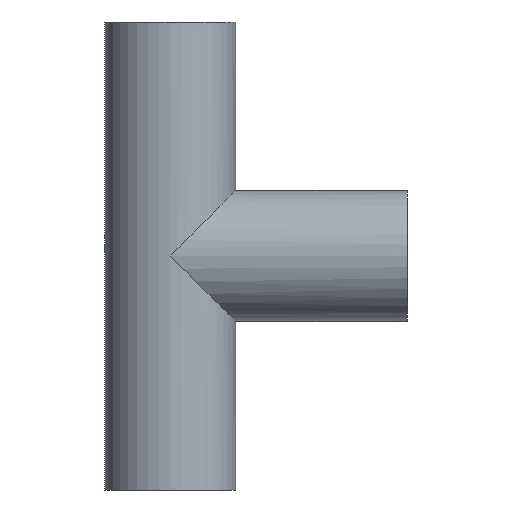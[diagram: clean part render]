
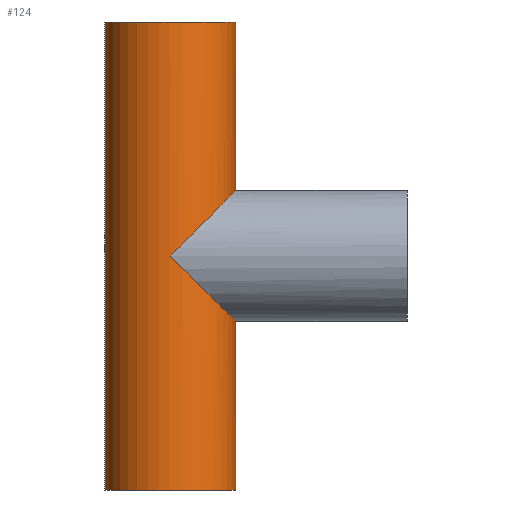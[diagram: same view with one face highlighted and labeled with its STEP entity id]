
A CAD part, front view. The second image highlights one B-rep face of the part: STEP entity #124.
In plain terms, the highlighted cylindrical face has radius 31.5 mm (diameter 63 mm), a partial arc.
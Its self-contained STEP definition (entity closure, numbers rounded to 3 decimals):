
#2 = VERTEX_POINT ( 'NONE', #164 ) ;
#13 = EDGE_CURVE ( 'NONE', #53, #299, #411, .T. ) ;
#17 = VECTOR ( 'NONE', #330, 1000. ) ;
#27 = CIRCLE ( 'NONE', #167, 31.5 ) ;
#29 = EDGE_CURVE ( 'NONE', #347, #53, #404, .T. ) ;
#47 =( BOUNDED_CURVE ( )  B_SPLINE_CURVE ( 3, ( #84, #221, #393, #251 ),
 .UNSPECIFIED., .F., .F. ) 
 B_SPLINE_CURVE_WITH_KNOTS ( ( 4, 4 ),
 ( 4.712, 6.283 ),
 .UNSPECIFIED. ) 
 CURVE ( )  GEOMETRIC_REPRESENTATION_ITEM ( )  RATIONAL_B_SPLINE_CURVE ( ( 1., 0.805, 0.805, 1. ) ) 
 REPRESENTATION_ITEM ( '' )  );
#53 = VERTEX_POINT ( 'NONE', #263 ) ;
#59 = CYLINDRICAL_SURFACE ( 'NONE', #151, 31.5 ) ;
#60 = CARTESIAN_POINT ( 'NONE',  ( 31.5, 0., 31.5 ) ) ;
#75 = ORIENTED_EDGE ( 'NONE', *, *, #358, .F. ) ;
#79 = LINE ( 'NONE', #317, #328 ) ;
#81 = VERTEX_POINT ( 'NONE', #260 ) ;
#84 = CARTESIAN_POINT ( 'NONE',  ( 0., -31.5, 0. ) ) ;
#89 = EDGE_CURVE ( 'NONE', #241, #299, #266, .T. ) ;
#92 = AXIS2_PLACEMENT_3D ( 'NONE', #205, #342, #230 ) ;
#97 = ORIENTED_EDGE ( 'NONE', *, *, #375, .F. ) ;
#106 = DIRECTION ( 'NONE',  ( 1., 0., 0. ) ) ;
#110 =( BOUNDED_CURVE ( )  B_SPLINE_CURVE ( 3, ( #60, #134, #261, #201 ),
 .UNSPECIFIED., .F., .T. ) 
 B_SPLINE_CURVE_WITH_KNOTS ( ( 4, 4 ),
 ( 3.142, 4.712 ),
 .UNSPECIFIED. ) 
 CURVE ( )  GEOMETRIC_REPRESENTATION_ITEM ( )  RATIONAL_B_SPLINE_CURVE ( ( 1., 0.805, 0.805, 1. ) ) 
 REPRESENTATION_ITEM ( '' )  );
#111 = DIRECTION ( 'NONE',  ( 0., 0., 1. ) ) ;
#124 = ADVANCED_FACE ( 'NONE', ( #233 ), #59, .T. ) ;
#130 = CARTESIAN_POINT ( 'NONE',  ( 0., 0., 112.5 ) ) ;
#134 = CARTESIAN_POINT ( 'NONE',  ( 31.5, -18.452, 31.5 ) ) ;
#138 = CARTESIAN_POINT ( 'NONE',  ( -31.5, 0., 112.5 ) ) ;
#141 = EDGE_CURVE ( 'NONE', #81, #2, #110, .T. ) ;
#151 = AXIS2_PLACEMENT_3D ( 'NONE', #130, #333, #295 ) ;
#164 = CARTESIAN_POINT ( 'NONE',  ( 0., -31.5, 0. ) ) ;
#167 = AXIS2_PLACEMENT_3D ( 'NONE', #272, #111, #106 ) ;
#168 = VECTOR ( 'NONE', #199, 1000. ) ;
#176 = CARTESIAN_POINT ( 'NONE',  ( 31.5, 0., -31.5 ) ) ;
#186 = EDGE_CURVE ( 'NONE', #283, #81, #79, .T. ) ;
#199 = DIRECTION ( 'NONE',  ( 0., 0., -1. ) ) ;
#201 = CARTESIAN_POINT ( 'NONE',  ( 0., -31.5, 0. ) ) ;
#205 = CARTESIAN_POINT ( 'NONE',  ( 0., 0., -112.5 ) ) ;
#208 = ORIENTED_EDGE ( 'NONE', *, *, #186, .F. ) ;
#209 = ORIENTED_EDGE ( 'NONE', *, *, #29, .T. ) ;
#212 = ORIENTED_EDGE ( 'NONE', *, *, #13, .T. ) ;
#221 = CARTESIAN_POINT ( 'NONE',  ( 18.452, -31.5, -18.452 ) ) ;
#230 = DIRECTION ( 'NONE',  ( 1., 0., 0. ) ) ;
#233 = FACE_OUTER_BOUND ( 'NONE', #303, .T. ) ;
#241 = VERTEX_POINT ( 'NONE', #176 ) ;
#251 = CARTESIAN_POINT ( 'NONE',  ( 31.5, 0., -31.5 ) ) ;
#260 = CARTESIAN_POINT ( 'NONE',  ( 31.5, 0., 31.5 ) ) ;
#261 = CARTESIAN_POINT ( 'NONE',  ( 18.452, -31.5, 18.452 ) ) ;
#263 = CARTESIAN_POINT ( 'NONE',  ( -31.5, 0., -112.5 ) ) ;
#266 = LINE ( 'NONE', #442, #168 ) ;
#272 = CARTESIAN_POINT ( 'NONE',  ( 0., 0., 112.5 ) ) ;
#283 = VERTEX_POINT ( 'NONE', #351 ) ;
#295 = DIRECTION ( 'NONE',  ( -1., 0., 0. ) ) ;
#299 = VERTEX_POINT ( 'NONE', #417 ) ;
#303 = EDGE_LOOP ( 'NONE', ( #208, #75, #209, #212, #392, #97, #452 ) ) ;
#317 = CARTESIAN_POINT ( 'NONE',  ( 31.5, 0., 112.5 ) ) ;
#328 = VECTOR ( 'NONE', #421, 1000. ) ;
#330 = DIRECTION ( 'NONE',  ( 0., 0., -1. ) ) ;
#333 = DIRECTION ( 'NONE',  ( 0., 0., -1. ) ) ;
#342 = DIRECTION ( 'NONE',  ( 0., 0., 1. ) ) ;
#347 = VERTEX_POINT ( 'NONE', #138 ) ;
#351 = CARTESIAN_POINT ( 'NONE',  ( 31.5, 0., 112.5 ) ) ;
#358 = EDGE_CURVE ( 'NONE', #347, #283, #27, .T. ) ;
#363 = CARTESIAN_POINT ( 'NONE',  ( -31.5, 0., 112.5 ) ) ;
#375 = EDGE_CURVE ( 'NONE', #2, #241, #47, .T. ) ;
#392 = ORIENTED_EDGE ( 'NONE', *, *, #89, .F. ) ;
#393 = CARTESIAN_POINT ( 'NONE',  ( 31.5, -18.452, -31.5 ) ) ;
#404 = LINE ( 'NONE', #363, #17 ) ;
#411 = CIRCLE ( 'NONE', #92, 31.5 ) ;
#417 = CARTESIAN_POINT ( 'NONE',  ( 31.5, 0., -112.5 ) ) ;
#421 = DIRECTION ( 'NONE',  ( 0., 0., -1. ) ) ;
#442 = CARTESIAN_POINT ( 'NONE',  ( 31.5, 0., 112.5 ) ) ;
#452 = ORIENTED_EDGE ( 'NONE', *, *, #141, .F. ) ;
